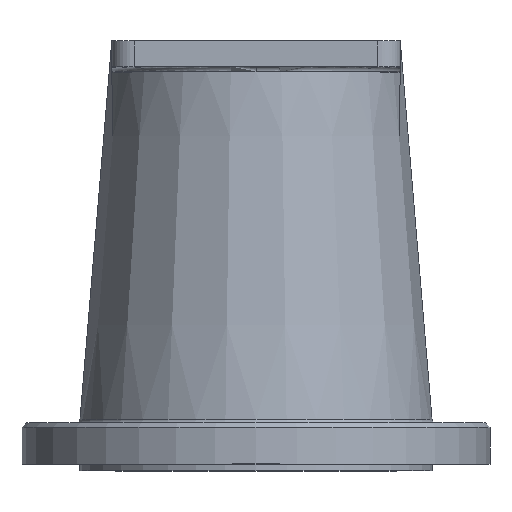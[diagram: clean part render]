
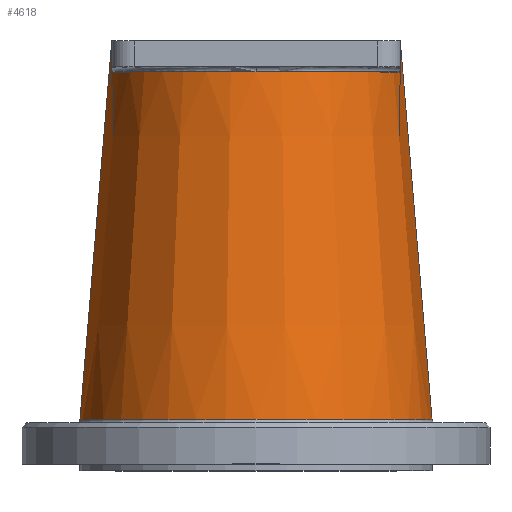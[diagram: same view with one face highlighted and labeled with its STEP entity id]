
A CAD part, top view. The second image highlights one B-rep face of the part: STEP entity #4618.
In plain terms, the highlighted conical face has half-angle 4.803 degrees and reference radius 55 mm.
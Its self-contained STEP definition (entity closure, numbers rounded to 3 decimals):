
#101 = EDGE_CURVE ( 'NONE', #1766, #465, #4416, .T. ) ;
#167 = CARTESIAN_POINT ( 'NONE',  ( 45., 129.325, 5.994 ) ) ;
#190 = CARTESIAN_POINT ( 'NONE',  ( 45., 134., 0. ) ) ;
#203 = EDGE_CURVE ( 'NONE', #1766, #1712, #684, .T. ) ;
#325 = CARTESIAN_POINT ( 'NONE',  ( -45., 132.389, 3.521 ) ) ;
#390 = VECTOR ( 'NONE', #1454, 1000. ) ;
#465 = VERTEX_POINT ( 'NONE', #4809 ) ;
#571 = CARTESIAN_POINT ( 'NONE',  ( 45., 131.146, 4.667 ) ) ;
#651 = CARTESIAN_POINT ( 'NONE',  ( -45., 134., 0.282 ) ) ;
#684 = B_SPLINE_CURVE_WITH_KNOTS ( 'NONE', 3,
 ( #2603, #651, #4919, #2981, #1014, #3729, #1486, #4570, #1869, #325, #3047, #3421, #715, #1118, #3835, #4179, #1501, #3810 ),
 .UNSPECIFIED., .F., .F.,
 ( 4, 2, 2, 2, 2, 2, 2, 2, 4 ),
 ( 0.029, 0.03, 0.031, 0.032, 0.033, 0.034, 0.036, 0.039, 0.043 ),
 .UNSPECIFIED. ) ;
#715 = CARTESIAN_POINT ( 'NONE',  ( -45., 130.697, 5.016 ) ) ;
#924 = DIRECTION ( 'NONE',  ( 0., 1., 0. ) ) ;
#957 = CARTESIAN_POINT ( 'NONE',  ( 45., 132.389, 3.521 ) ) ;
#1013 = CARTESIAN_POINT ( 'NONE',  ( -45., 134., 0. ) ) ;
#1014 = CARTESIAN_POINT ( 'NONE',  ( -45., 133.754, 1.388 ) ) ;
#1026 = DIRECTION ( 'NONE',  ( 0., -1., 0. ) ) ;
#1118 = CARTESIAN_POINT ( 'NONE',  ( -45., 129.325, 5.994 ) ) ;
#1144 = ORIENTED_EDGE ( 'NONE', *, *, #101, .T. ) ;
#1360 = CARTESIAN_POINT ( 'NONE',  ( -45., 124.374, 8.57 ) ) ;
#1364 = CARTESIAN_POINT ( 'NONE',  ( 45., 133.091, 2.633 ) ) ;
#1454 = DIRECTION ( 'NONE',  ( 0.084, -0.996, 0. ) ) ;
#1486 = CARTESIAN_POINT ( 'NONE',  ( -45., 133.395, 2.154 ) ) ;
#1501 = CARTESIAN_POINT ( 'NONE',  ( -45., 125.395, 8.112 ) ) ;
#1502 = AXIS2_PLACEMENT_3D ( 'NONE', #3348, #1026, #3740 ) ;
#1529 = VERTEX_POINT ( 'NONE', #3088 ) ;
#1562 = AXIS2_PLACEMENT_3D ( 'NONE', #3247, #924, #3636 ) ;
#1712 = VERTEX_POINT ( 'NONE', #1360 ) ;
#1752 = CARTESIAN_POINT ( 'NONE',  ( 45., 133.529, 1.906 ) ) ;
#1753 = DIRECTION ( 'NONE',  ( 1., 0., 0. ) ) ;
#1766 = VERTEX_POINT ( 'NONE', #1013 ) ;
#1776 = ORIENTED_EDGE ( 'NONE', *, *, #203, .F. ) ;
#1825 = VERTEX_POINT ( 'NONE', #2601 ) ;
#1869 = CARTESIAN_POINT ( 'NONE',  ( -45., 132.923, 2.864 ) ) ;
#1899 = ORIENTED_EDGE ( 'NONE', *, *, #2896, .F. ) ;
#1900 = VERTEX_POINT ( 'NONE', #3742 ) ;
#2056 = CARTESIAN_POINT ( 'NONE',  ( 45., 134., 0. ) ) ;
#2070 = VERTEX_POINT ( 'NONE', #2056 ) ;
#2143 = CARTESIAN_POINT ( 'NONE',  ( 45., 133.846, 1.115 ) ) ;
#2153 = CONICAL_SURFACE ( 'NONE', #2179, 55., 0.084 ) ;
#2179 = AXIS2_PLACEMENT_3D ( 'NONE', #4073, #4433, #1753 ) ;
#2186 = B_SPLINE_CURVE_WITH_KNOTS ( 'NONE', 3,
 ( #3265, #2873, #4830, #2518, #167, #2903, #571, #3284, #957, #3675, #1364, #4070, #1752, #4449, #2143, #4847, #2534, #190 ),
 .UNSPECIFIED., .F., .F.,
 ( 4, 2, 2, 2, 2, 2, 2, 2, 4 ),
 ( -0.15, -0.147, -0.143, -0.141, -0.14, -0.139, -0.138, -0.137, -0.136 ),
 .UNSPECIFIED. ) ;
#2297 = DIRECTION ( 'NONE',  ( 0., -1., 0. ) ) ;
#2326 = DIRECTION ( 'NONE',  ( -0.084, -0.996, 0. ) ) ;
#2445 = EDGE_CURVE ( 'NONE', #1529, #1712, #4957, .T. ) ;
#2463 = LINE ( 'NONE', #2983, #390 ) ;
#2518 = CARTESIAN_POINT ( 'NONE',  ( 45., 128.366, 6.566 ) ) ;
#2534 = CARTESIAN_POINT ( 'NONE',  ( 45., 134., 0.282 ) ) ;
#2572 = ORIENTED_EDGE ( 'NONE', *, *, #3242, .T. ) ;
#2601 = CARTESIAN_POINT ( 'NONE',  ( 54.923, 15.916, 0. ) ) ;
#2603 = CARTESIAN_POINT ( 'NONE',  ( -45., 134., 0. ) ) ;
#2613 = EDGE_LOOP ( 'NONE', ( #1776, #1144, #2572, #1899, #3200, #3759, #3954 ) ) ;
#2800 = EDGE_CURVE ( 'NONE', #1900, #2070, #2186, .T. ) ;
#2873 = CARTESIAN_POINT ( 'NONE',  ( 45., 125.395, 8.112 ) ) ;
#2896 = EDGE_CURVE ( 'NONE', #2070, #1825, #2463, .T. ) ;
#2903 = CARTESIAN_POINT ( 'NONE',  ( 45., 130.697, 5.016 ) ) ;
#2981 = CARTESIAN_POINT ( 'NONE',  ( -45., 133.846, 1.115 ) ) ;
#2983 = CARTESIAN_POINT ( 'NONE',  ( 55., 15., 0. ) ) ;
#3047 = CARTESIAN_POINT ( 'NONE',  ( -45., 131.991, 3.919 ) ) ;
#3088 = CARTESIAN_POINT ( 'NONE',  ( 0., 124.374, 45.809 ) ) ;
#3200 = ORIENTED_EDGE ( 'NONE', *, *, #2800, .F. ) ;
#3242 = EDGE_CURVE ( 'NONE', #465, #1825, #4159, .T. ) ;
#3247 = CARTESIAN_POINT ( 'NONE',  ( 0., 15.916, 0. ) ) ;
#3265 = CARTESIAN_POINT ( 'NONE',  ( 45., 124.374, 8.57 ) ) ;
#3284 = CARTESIAN_POINT ( 'NONE',  ( 45., 131.991, 3.919 ) ) ;
#3291 = FACE_OUTER_BOUND ( 'NONE', #2613, .T. ) ;
#3348 = CARTESIAN_POINT ( 'NONE',  ( 0., 124.374, 0. ) ) ;
#3421 = CARTESIAN_POINT ( 'NONE',  ( -45., 131.146, 4.667 ) ) ;
#3636 = DIRECTION ( 'NONE',  ( 1., 0., 0. ) ) ;
#3675 = CARTESIAN_POINT ( 'NONE',  ( 45., 132.923, 2.864 ) ) ;
#3729 = CARTESIAN_POINT ( 'NONE',  ( -45., 133.529, 1.906 ) ) ;
#3740 = DIRECTION ( 'NONE',  ( 0., 0., 1. ) ) ;
#3742 = CARTESIAN_POINT ( 'NONE',  ( 45., 124.374, 8.57 ) ) ;
#3759 = ORIENTED_EDGE ( 'NONE', *, *, #4341, .T. ) ;
#3810 = CARTESIAN_POINT ( 'NONE',  ( -45., 124.374, 8.57 ) ) ;
#3835 = CARTESIAN_POINT ( 'NONE',  ( -45., 128.366, 6.566 ) ) ;
#3954 = ORIENTED_EDGE ( 'NONE', *, *, #2445, .T. ) ;
#4070 = CARTESIAN_POINT ( 'NONE',  ( 45., 133.395, 2.154 ) ) ;
#4073 = CARTESIAN_POINT ( 'NONE',  ( 0., 15., 0. ) ) ;
#4114 = AXIS2_PLACEMENT_3D ( 'NONE', #4617, #2297, #5014 ) ;
#4159 = CIRCLE ( 'NONE', #1562, 54.923 ) ;
#4179 = CARTESIAN_POINT ( 'NONE',  ( -45., 126.401, 7.626 ) ) ;
#4295 = VECTOR ( 'NONE', #2326, 1000. ) ;
#4341 = EDGE_CURVE ( 'NONE', #1900, #1529, #4378, .T. ) ;
#4378 = CIRCLE ( 'NONE', #1502, 45.809 ) ;
#4416 = LINE ( 'NONE', #4639, #4295 ) ;
#4433 = DIRECTION ( 'NONE',  ( 0., -1., 0. ) ) ;
#4449 = CARTESIAN_POINT ( 'NONE',  ( 45., 133.754, 1.388 ) ) ;
#4570 = CARTESIAN_POINT ( 'NONE',  ( -45., 133.091, 2.633 ) ) ;
#4617 = CARTESIAN_POINT ( 'NONE',  ( 0., 124.374, 0. ) ) ;
#4618 = ADVANCED_FACE ( 'NONE', ( #3291 ), #2153, .T. ) ;
#4639 = CARTESIAN_POINT ( 'NONE',  ( -55., 15., 0. ) ) ;
#4809 = CARTESIAN_POINT ( 'NONE',  ( -54.923, 15.916, 0. ) ) ;
#4830 = CARTESIAN_POINT ( 'NONE',  ( 45., 126.401, 7.626 ) ) ;
#4847 = CARTESIAN_POINT ( 'NONE',  ( 45., 133.968, 0.562 ) ) ;
#4919 = CARTESIAN_POINT ( 'NONE',  ( -45., 133.968, 0.562 ) ) ;
#4957 = CIRCLE ( 'NONE', #4114, 45.809 ) ;
#5014 = DIRECTION ( 'NONE',  ( 0., 0., 1. ) ) ;
